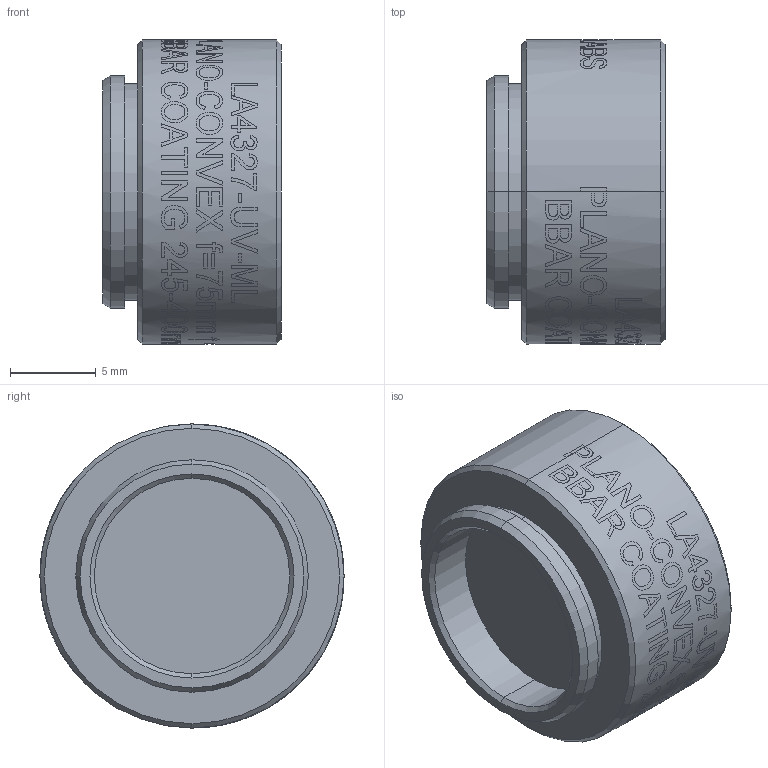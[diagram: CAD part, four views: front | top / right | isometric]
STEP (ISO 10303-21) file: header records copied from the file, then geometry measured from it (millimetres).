
FILE_DESCRIPTION (( 'STEP AP203' ), '1' );
FILE_NAME ('TTN039243-E0W.STEP', '2015-11-04T21:52:26', ( 'admin' ), ( '' ), 'SwSTEP 2.0', 'SolidWorks 2014', '' );
FILE_SCHEMA (( 'CONFIG_CONTROL_DESIGN' ));
Length unit declared in the file: millimetre
Products named in the file (1): TTN039243-E0W
Bounding box: 10.41 x 17.78 x 17.78 mm (x, y, z)
Volume: 1291.1 mm3; surface area: 1830.1 mm2
Topology: 3 solids, 3 shells, 143 faces, 841 edges, 788 vertices
Faces by surface type: cylinder 106, cone 19, plane 16, torus 2
Entity records: 13999 total; most frequent: CARTESIAN_POINT 7390, ORIENTED_EDGE 1678, DIRECTION 1017, EDGE_CURVE 839, VERTEX_POINT 788, AXIS2_PLACEMENT_3D 406, B_SPLINE_CURVE_WITH_KNOTS 372, CIRCLE 262
